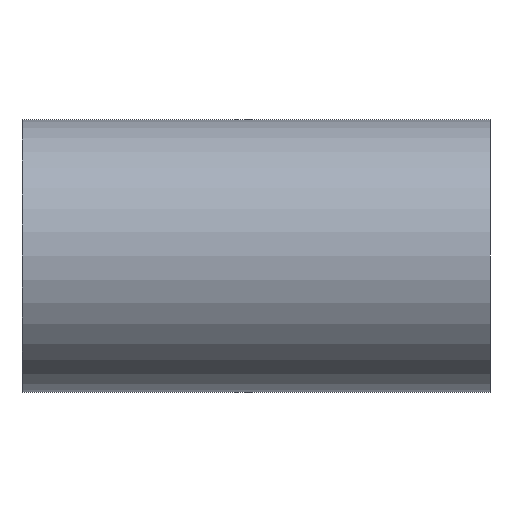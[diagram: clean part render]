
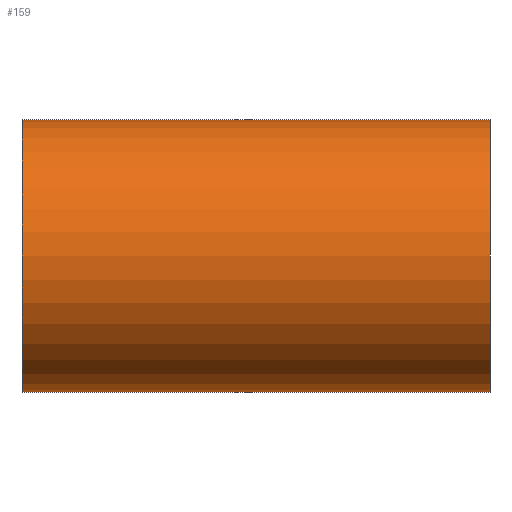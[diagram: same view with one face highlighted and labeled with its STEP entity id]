
A CAD part, front view. The second image highlights one B-rep face of the part: STEP entity #159.
In plain terms, the highlighted cylindrical face has radius 21.85 mm (diameter 43.7 mm), a partial arc.
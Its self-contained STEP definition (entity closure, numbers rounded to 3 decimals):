
#2 = FACE_OUTER_BOUND ( 'NONE', #55, .T. ) ;
#8 = DIRECTION ( 'NONE',  ( -1., 0., 0. ) ) ;
#10 = EDGE_CURVE ( 'NONE', #172, #131, #147, .T. ) ;
#15 = CIRCLE ( 'NONE', #177, 21.85 ) ;
#18 = CARTESIAN_POINT ( 'NONE',  ( 37.5, 0., 0. ) ) ;
#20 = CYLINDRICAL_SURFACE ( 'NONE', #171, 21.85 ) ;
#22 = VECTOR ( 'NONE', #175, 1000. ) ;
#28 = LINE ( 'NONE', #121, #74 ) ;
#34 = EDGE_CURVE ( 'NONE', #131, #115, #15, .T. ) ;
#43 = CARTESIAN_POINT ( 'NONE',  ( 37.5, 0., 21.85 ) ) ;
#44 = CARTESIAN_POINT ( 'NONE',  ( -37.5, 0., -21.85 ) ) ;
#48 = CIRCLE ( 'NONE', #114, 21.85 ) ;
#50 = ORIENTED_EDGE ( 'NONE', *, *, #10, .F. ) ;
#52 = EDGE_CURVE ( 'NONE', #194, #115, #28, .T. ) ;
#55 = EDGE_LOOP ( 'NONE', ( #50, #186, #174, #160 ) ) ;
#74 = VECTOR ( 'NONE', #8, 1000. ) ;
#83 = EDGE_CURVE ( 'NONE', #172, #194, #48, .T. ) ;
#95 = CARTESIAN_POINT ( 'NONE',  ( 37.5, 0., -21.85 ) ) ;
#98 = CARTESIAN_POINT ( 'NONE',  ( -37.5, 0., 21.85 ) ) ;
#103 = DIRECTION ( 'NONE',  ( 0., 0., 1. ) ) ;
#109 = DIRECTION ( 'NONE',  ( 0., 0., 1. ) ) ;
#114 = AXIS2_PLACEMENT_3D ( 'NONE', #18, #181, #179 ) ;
#115 = VERTEX_POINT ( 'NONE', #98 ) ;
#118 = DIRECTION ( 'NONE',  ( -1., 0., 0. ) ) ;
#121 = CARTESIAN_POINT ( 'NONE',  ( -17.478, 0., 21.85 ) ) ;
#124 = CARTESIAN_POINT ( 'NONE',  ( -17.478, 0., 0. ) ) ;
#131 = VERTEX_POINT ( 'NONE', #44 ) ;
#146 = CARTESIAN_POINT ( 'NONE',  ( -37.5, 0., 0. ) ) ;
#147 = LINE ( 'NONE', #164, #22 ) ;
#159 = ADVANCED_FACE ( 'NONE', ( #2 ), #20, .T. ) ;
#160 = ORIENTED_EDGE ( 'NONE', *, *, #34, .F. ) ;
#164 = CARTESIAN_POINT ( 'NONE',  ( -17.478, 0., -21.85 ) ) ;
#171 = AXIS2_PLACEMENT_3D ( 'NONE', #124, #180, #109 ) ;
#172 = VERTEX_POINT ( 'NONE', #95 ) ;
#174 = ORIENTED_EDGE ( 'NONE', *, *, #52, .T. ) ;
#175 = DIRECTION ( 'NONE',  ( -1., 0., 0. ) ) ;
#177 = AXIS2_PLACEMENT_3D ( 'NONE', #146, #118, #103 ) ;
#179 = DIRECTION ( 'NONE',  ( 0., 0., 1. ) ) ;
#180 = DIRECTION ( 'NONE',  ( -1., 0., 0. ) ) ;
#181 = DIRECTION ( 'NONE',  ( -1., 0., 0. ) ) ;
#186 = ORIENTED_EDGE ( 'NONE', *, *, #83, .T. ) ;
#194 = VERTEX_POINT ( 'NONE', #43 ) ;
